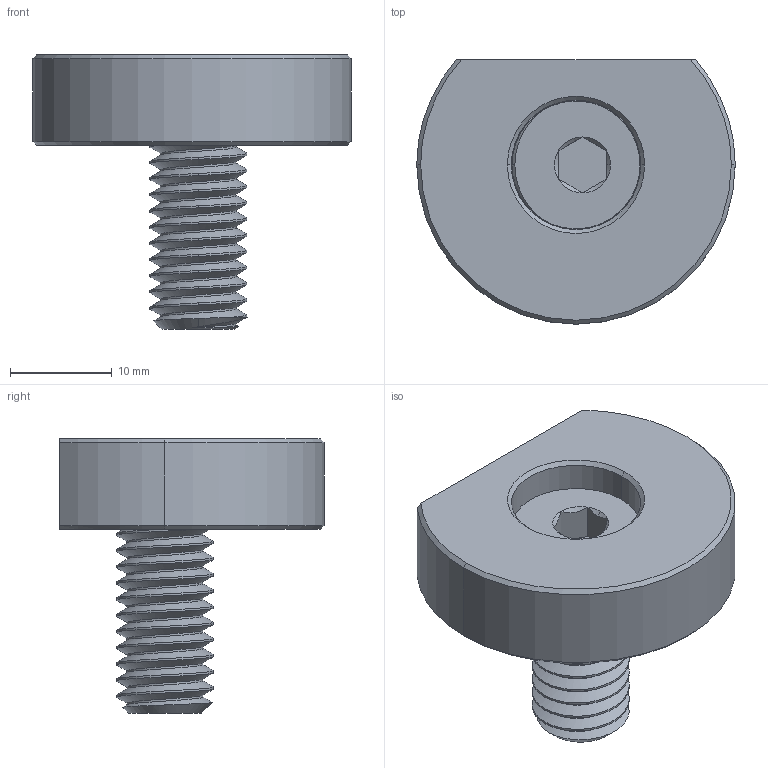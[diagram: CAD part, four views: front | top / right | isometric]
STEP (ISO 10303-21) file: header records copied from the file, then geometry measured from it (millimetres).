
FILE_DESCRIPTION (( 'STEP AP214' ), '1' );
FILE_NAME ('10506_MB.STEP', '2021-10-29T15:44:01', ( '' ), ( '' ), 'SwSTEP 2.0', 'SolidWorks 2021', '' );
FILE_SCHEMA (( 'AUTOMOTIVE_DESIGN' ));
Length unit declared in the file: inch
Products named in the file (3): 10506_MB; 10371_10371; 10606_10606
Assembly tree (2 placements, depth 2):
  10506_MB
    10606_10606
    10371_10371
Bounding box: 31.24 x 25.93 x 26.92 mm (x, y, z)
Volume: 6517.7 mm3; surface area: 3639.2 mm2
Topology: 2 solids, 2 shells, 71 faces, 171 edges, 107 vertices
Faces by surface type: cylinder 32, cone 22, plane 14, bspline 3
Entity records: 4222 total; most frequent: CARTESIAN_POINT 2612, ORIENTED_EDGE 342, DIRECTION 287, EDGE_CURVE 171, AXIS2_PLACEMENT_3D 114, VERTEX_POINT 107, EDGE_LOOP 76, FACE_OUTER_BOUND 71
